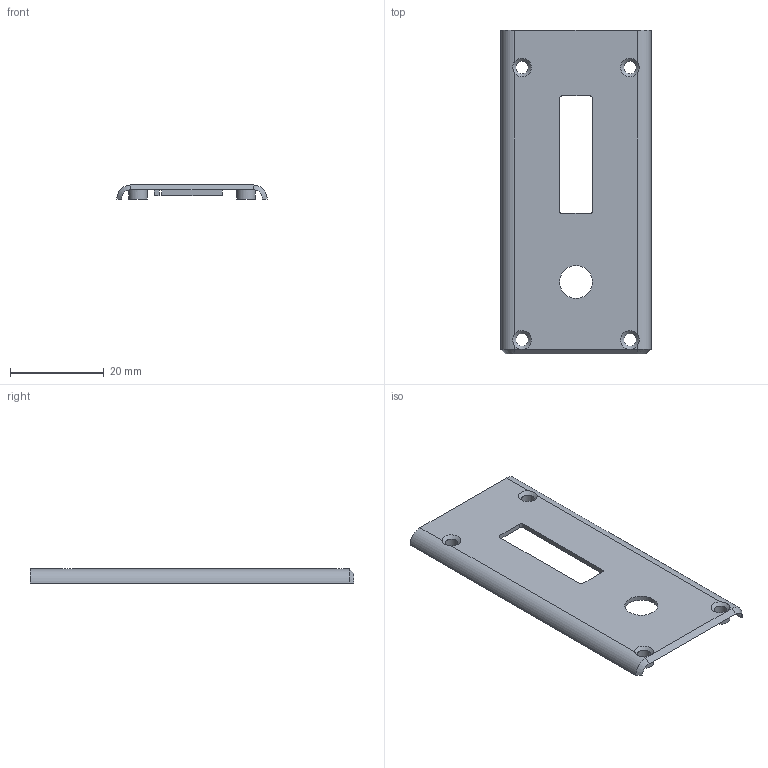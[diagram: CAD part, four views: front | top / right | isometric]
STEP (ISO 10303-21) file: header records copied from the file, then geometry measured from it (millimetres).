
FILE_DESCRIPTION(/* description */ (''),/* implementation_level */ '2;1');
FILE_NAME(/* name */ 'faceplate.stp',/* time_stamp */ '2024-07-11T23:13:43-07:00',/* author */ ('devan'),/* organization */ (''),/* preprocessor_version */ 'ST-DEVELOPER v20',/* originating_system */ 'Autodesk Inventor 2024',/* authorisation */ '');
FILE_SCHEMA (('AUTOMOTIVE_DESIGN { 1 0 10303 214 3 1 1 }'));
Length unit declared in the file: millimetre
Products named in the file (1): faceplate
Bounding box: 32 x 69 x 3 mm (x, y, z)
Volume: 2236.8 mm3; surface area: 4920.1 mm2
Topology: 1 solids, 1 shells, 59 faces, 161 edges, 104 vertices
Faces by surface type: plane 36, cylinder 17, cone 6
Full cylindrical faces by diameter (mm): 2.7 x4, 4 x4, 7 x1
Entity records: 1978 total; most frequent: CARTESIAN_POINT 401, ORIENTED_EDGE 322, DIRECTION 313, EDGE_CURVE 161, LINE 105, VECTOR 105, VERTEX_POINT 104, AXIS2_PLACEMENT_3D 104
